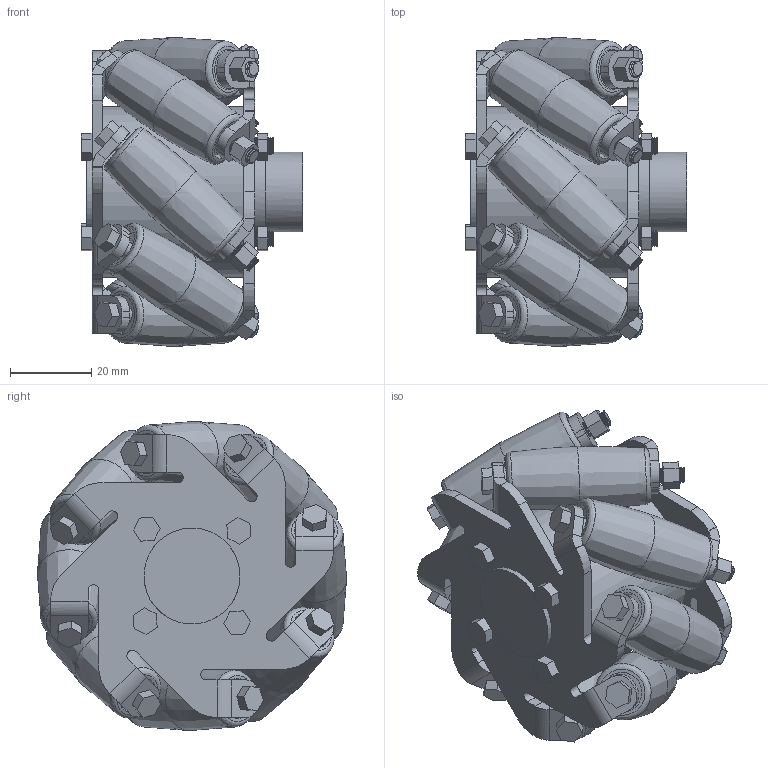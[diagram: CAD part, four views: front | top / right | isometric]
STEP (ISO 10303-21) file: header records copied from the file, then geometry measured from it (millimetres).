
FILE_DESCRIPTION(('FreeCAD Model'),'2;1');
FILE_NAME('Open CASCADE Shape Model','2025-05-02T23:08:01',('FreeCAD'),( 'FreeCAD'),'Open CASCADE STEP processor 7.6','FreeCAD','Unknown');
FILE_SCHEMA(('AUTOMOTIVE_DESIGN { 1 0 10303 214 1 1 1 1 }'));
Products named in the file (1): Open CASCADE STEP translator 7.6 1
Bounding box: 54.57 x 76.27 x 76.27 mm (x, y, z)
Volume: 123600.6 mm3; surface area: 57845.3 mm2
Topology: 43 solids, 43 shells, 1085 faces, 2764 edges, 1792 vertices
Faces by surface type: bspline 1085
Entity records: 66600 total; most frequent: CARTESIAN_POINT 50105, ORIENTED_EDGE 5528, EDGE_CURVE 2764, B_SPLINE_CURVE_WITH_KNOTS 2300, VERTEX_POINT 1792, FACE_BOUND 1216, EDGE_LOOP 1216, ADVANCED_FACE 1085
